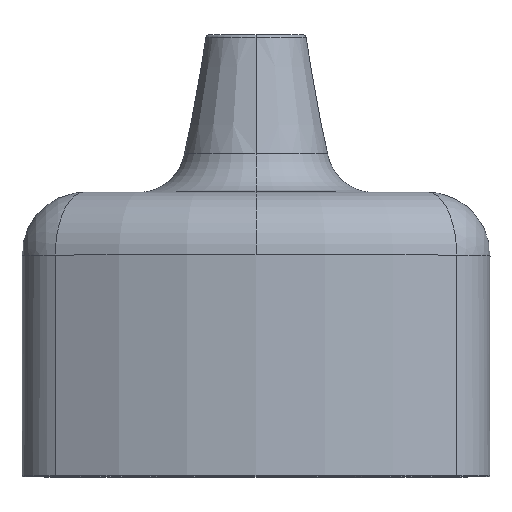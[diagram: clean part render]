
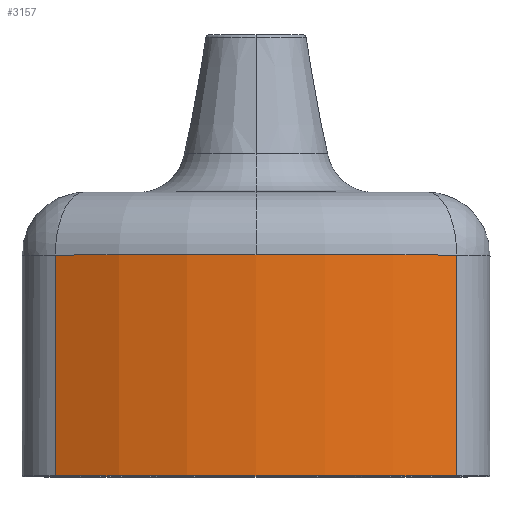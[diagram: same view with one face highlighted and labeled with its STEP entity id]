
A CAD part, top view. The second image highlights one B-rep face of the part: STEP entity #3157.
In plain terms, the highlighted cylindrical face has radius 13.5 mm (diameter 27 mm), a partial arc.
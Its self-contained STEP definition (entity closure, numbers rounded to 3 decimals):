
#72 = AXIS2_PLACEMENT_3D ( 'NONE', #2661, #1020, #546 ) ;
#247 = CIRCLE ( 'NONE', #1672, 13.5 ) ;
#544 = VERTEX_POINT ( 'NONE', #2096 ) ;
#546 = DIRECTION ( 'NONE',  ( 0., 0., -1. ) ) ;
#594 = VERTEX_POINT ( 'NONE', #2383 ) ;
#609 = ORIENTED_EDGE ( 'NONE', *, *, #1530, .T. ) ;
#744 = EDGE_CURVE ( 'NONE', #594, #1972, #3106, .T. ) ;
#754 = DIRECTION ( 'NONE',  ( 0., 0., 1. ) ) ;
#976 = CYLINDRICAL_SURFACE ( 'NONE', #72, 13.5 ) ;
#986 = DIRECTION ( 'NONE',  ( 0., -1., 0. ) ) ;
#990 = ORIENTED_EDGE ( 'NONE', *, *, #744, .T. ) ;
#1020 = DIRECTION ( 'NONE',  ( 0., -1., 0. ) ) ;
#1264 = DIRECTION ( 'NONE',  ( 0., -1., 0. ) ) ;
#1309 = LINE ( 'NONE', #1364, #1747 ) ;
#1324 = ORIENTED_EDGE ( 'NONE', *, *, #3042, .T. ) ;
#1364 = CARTESIAN_POINT ( 'NONE',  ( 6.365, 4., 11.905 ) ) ;
#1406 = EDGE_CURVE ( 'NONE', #1972, #3051, #247, .T. ) ;
#1530 = EDGE_CURVE ( 'NONE', #3051, #2247, #3294, .T. ) ;
#1660 = VECTOR ( 'NONE', #3221, 1000. ) ;
#1672 = AXIS2_PLACEMENT_3D ( 'NONE', #2097, #1264, #754 ) ;
#1747 = VECTOR ( 'NONE', #1918, 1000. ) ;
#1758 = ORIENTED_EDGE ( 'NONE', *, *, #1406, .T. ) ;
#1776 = FACE_OUTER_BOUND ( 'NONE', #3179, .T. ) ;
#1791 = CARTESIAN_POINT ( 'NONE',  ( 0., 0., 0. ) ) ;
#1829 = DIRECTION ( 'NONE',  ( 0., 1., 0. ) ) ;
#1865 = ORIENTED_EDGE ( 'NONE', *, *, #1953, .T. ) ;
#1918 = DIRECTION ( 'NONE',  ( 0., 1., 0. ) ) ;
#1943 = CARTESIAN_POINT ( 'NONE',  ( -6.365, 4., 11.905 ) ) ;
#1953 = EDGE_CURVE ( 'NONE', #544, #594, #1309, .T. ) ;
#1972 = VERTEX_POINT ( 'NONE', #2725 ) ;
#2079 = CARTESIAN_POINT ( 'NONE',  ( 0., 7., 0. ) ) ;
#2082 = AXIS2_PLACEMENT_3D ( 'NONE', #1791, #1829, #2086 ) ;
#2086 = DIRECTION ( 'NONE',  ( 0., 0., 1. ) ) ;
#2096 = CARTESIAN_POINT ( 'NONE',  ( 6.365, 0., 11.905 ) ) ;
#2097 = CARTESIAN_POINT ( 'NONE',  ( 0., 7., 0. ) ) ;
#2247 = VERTEX_POINT ( 'NONE', #2961 ) ;
#2383 = CARTESIAN_POINT ( 'NONE',  ( 6.365, 7., 11.905 ) ) ;
#2592 = CARTESIAN_POINT ( 'NONE',  ( -6.365, 7., 11.905 ) ) ;
#2625 = DIRECTION ( 'NONE',  ( 0., 0., 1. ) ) ;
#2661 = CARTESIAN_POINT ( 'NONE',  ( 0., 4., 0. ) ) ;
#2725 = CARTESIAN_POINT ( 'NONE',  ( 0., 7., 13.5 ) ) ;
#2887 = CIRCLE ( 'NONE', #2082, 13.5 ) ;
#2961 = CARTESIAN_POINT ( 'NONE',  ( -6.365, 0., 11.905 ) ) ;
#3042 = EDGE_CURVE ( 'NONE', #2247, #544, #2887, .T. ) ;
#3051 = VERTEX_POINT ( 'NONE', #2592 ) ;
#3106 = CIRCLE ( 'NONE', #3387, 13.5 ) ;
#3157 = ADVANCED_FACE ( 'NONE', ( #1776 ), #976, .T. ) ;
#3179 = EDGE_LOOP ( 'NONE', ( #1865, #990, #1758, #609, #1324 ) ) ;
#3221 = DIRECTION ( 'NONE',  ( 0., -1., 0. ) ) ;
#3294 = LINE ( 'NONE', #1943, #1660 ) ;
#3387 = AXIS2_PLACEMENT_3D ( 'NONE', #2079, #986, #2625 ) ;
